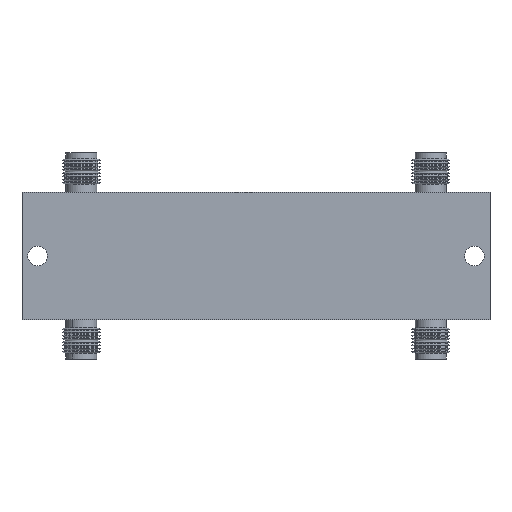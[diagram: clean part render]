
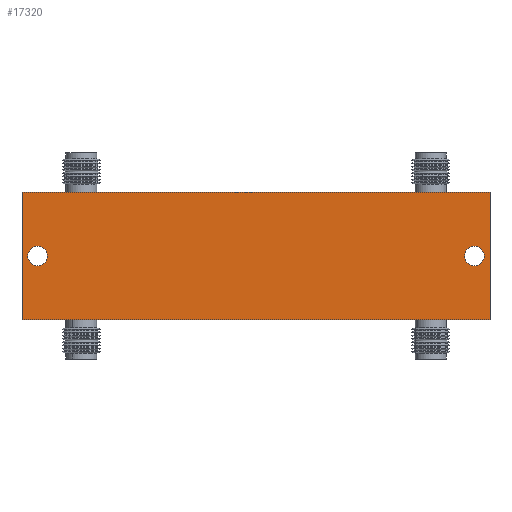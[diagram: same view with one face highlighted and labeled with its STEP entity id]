
A CAD part, front view. The second image highlights one B-rep face of the part: STEP entity #17320.
In plain terms, the highlighted planar face has unit normal (0, -1, 0).
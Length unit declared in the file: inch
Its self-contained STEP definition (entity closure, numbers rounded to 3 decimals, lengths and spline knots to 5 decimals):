
#18 = AXIS2_PLACEMENT_3D ( 'NONE', #35244, #32414, #20488 ) ;
#129 = DIRECTION ( 'NONE',  ( 0., 1., 0. ) ) ;
#346 = CARTESIAN_POINT ( 'NONE',  ( -1.5, 0., -0.41 ) ) ;
#349 = ORIENTED_EDGE ( 'NONE', *, *, #18350, .T. ) ;
#681 = EDGE_CURVE ( 'NONE', #17676, #13865, #31717, .T. ) ;
#752 = CIRCLE ( 'NONE', #32766, 0.0625 ) ;
#1354 = CARTESIAN_POINT ( 'NONE',  ( 1.4, 0., -0.0625 ) ) ;
#1395 = DIRECTION ( 'NONE',  ( 1., 0., 0. ) ) ;
#1475 = VERTEX_POINT ( 'NONE', #8553 ) ;
#1813 = DIRECTION ( 'NONE',  ( 0., 0., -1. ) ) ;
#2072 = VERTEX_POINT ( 'NONE', #29308 ) ;
#3605 = ORIENTED_EDGE ( 'NONE', *, *, #7019, .T. ) ;
#4121 = EDGE_LOOP ( 'NONE', ( #25077, #349 ) ) ;
#5385 = CARTESIAN_POINT ( 'NONE',  ( -1.4, 0., 0. ) ) ;
#6128 = CIRCLE ( 'NONE', #15797, 0.0625 ) ;
#6137 = DIRECTION ( 'NONE',  ( 0., 0., -1. ) ) ;
#6831 = VERTEX_POINT ( 'NONE', #34766 ) ;
#6981 = VERTEX_POINT ( 'NONE', #10703 ) ;
#7019 = EDGE_CURVE ( 'NONE', #36730, #6831, #9853, .T. ) ;
#7799 = EDGE_CURVE ( 'NONE', #6981, #1475, #26800, .T. ) ;
#8553 = CARTESIAN_POINT ( 'NONE',  ( 1.5, 0., -0.41 ) ) ;
#9478 = ORIENTED_EDGE ( 'NONE', *, *, #7799, .F. ) ;
#9607 = CARTESIAN_POINT ( 'NONE',  ( 1.4, 0., 0. ) ) ;
#9853 = CIRCLE ( 'NONE', #34016, 0.0625 ) ;
#10703 = CARTESIAN_POINT ( 'NONE',  ( 1.5, 0., 0.41 ) ) ;
#10793 = CIRCLE ( 'NONE', #20472, 0.0625 ) ;
#11145 = CARTESIAN_POINT ( 'NONE',  ( -1.5, 0., 0.41 ) ) ;
#12523 = PLANE ( 'NONE',  #18 ) ;
#12918 = CARTESIAN_POINT ( 'NONE',  ( -1.5, 0., 0.41 ) ) ;
#13412 = DIRECTION ( 'NONE',  ( 0., 1., 0. ) ) ;
#13865 = VERTEX_POINT ( 'NONE', #11145 ) ;
#13974 = CARTESIAN_POINT ( 'NONE',  ( -1.5, 0., -0.41 ) ) ;
#14030 = ORIENTED_EDGE ( 'NONE', *, *, #681, .F. ) ;
#14325 = EDGE_CURVE ( 'NONE', #1475, #17676, #23578, .T. ) ;
#14640 = VECTOR ( 'NONE', #22431, 39.37008 ) ;
#15281 = CARTESIAN_POINT ( 'NONE',  ( -1.4, 0., 0.0625 ) ) ;
#15493 = EDGE_CURVE ( 'NONE', #6831, #36730, #10793, .T. ) ;
#15797 = AXIS2_PLACEMENT_3D ( 'NONE', #19255, #13412, #15876 ) ;
#15876 = DIRECTION ( 'NONE',  ( 0., 0., -1. ) ) ;
#16162 = DIRECTION ( 'NONE',  ( 0., 1., 0. ) ) ;
#17320 = ADVANCED_FACE ( 'NONE', ( #26944, #23893, #35619 ), #12523, .T. ) ;
#17676 = VERTEX_POINT ( 'NONE', #13974 ) ;
#18051 = VECTOR ( 'NONE', #29275, 39.37008 ) ;
#18350 = EDGE_CURVE ( 'NONE', #24640, #2072, #6128, .T. ) ;
#18631 = EDGE_CURVE ( 'NONE', #2072, #24640, #752, .T. ) ;
#19255 = CARTESIAN_POINT ( 'NONE',  ( 1.4, 0., 0. ) ) ;
#20472 = AXIS2_PLACEMENT_3D ( 'NONE', #30596, #16162, #1813 ) ;
#20488 = DIRECTION ( 'NONE',  ( 0., 0., -1. ) ) ;
#20640 = ORIENTED_EDGE ( 'NONE', *, *, #15493, .T. ) ;
#21142 = DIRECTION ( 'NONE',  ( 0., 1., 0. ) ) ;
#22431 = DIRECTION ( 'NONE',  ( 0., 0., 1. ) ) ;
#22617 = VECTOR ( 'NONE', #6137, 39.37008 ) ;
#23578 = LINE ( 'NONE', #346, #18051 ) ;
#23893 = FACE_BOUND ( 'NONE', #4121, .T. ) ;
#24640 = VERTEX_POINT ( 'NONE', #1354 ) ;
#25077 = ORIENTED_EDGE ( 'NONE', *, *, #18631, .T. ) ;
#25465 = CARTESIAN_POINT ( 'NONE',  ( -1.5, 0., 0.41 ) ) ;
#26800 = LINE ( 'NONE', #32652, #22617 ) ;
#26944 = FACE_BOUND ( 'NONE', #33863, .T. ) ;
#27604 = VECTOR ( 'NONE', #1395, 39.37008 ) ;
#27688 = LINE ( 'NONE', #12918, #27604 ) ;
#29275 = DIRECTION ( 'NONE',  ( -1., 0., 0. ) ) ;
#29308 = CARTESIAN_POINT ( 'NONE',  ( 1.4, 0., 0.0625 ) ) ;
#30092 = EDGE_CURVE ( 'NONE', #13865, #6981, #27688, .T. ) ;
#30596 = CARTESIAN_POINT ( 'NONE',  ( -1.4, 0., 0. ) ) ;
#31717 = LINE ( 'NONE', #25465, #14640 ) ;
#32414 = DIRECTION ( 'NONE',  ( 0., -1., 0. ) ) ;
#32652 = CARTESIAN_POINT ( 'NONE',  ( 1.5, 0., 0.41 ) ) ;
#32704 = DIRECTION ( 'NONE',  ( 0., 0., -1. ) ) ;
#32766 = AXIS2_PLACEMENT_3D ( 'NONE', #9607, #21142, #32704 ) ;
#33091 = ORIENTED_EDGE ( 'NONE', *, *, #30092, .F. ) ;
#33863 = EDGE_LOOP ( 'NONE', ( #3605, #20640 ) ) ;
#34016 = AXIS2_PLACEMENT_3D ( 'NONE', #5385, #129, #37171 ) ;
#34412 = ORIENTED_EDGE ( 'NONE', *, *, #14325, .F. ) ;
#34766 = CARTESIAN_POINT ( 'NONE',  ( -1.4, 0., -0.0625 ) ) ;
#35244 = CARTESIAN_POINT ( 'NONE',  ( 0., 0., 0. ) ) ;
#35619 = FACE_OUTER_BOUND ( 'NONE', #36010, .T. ) ;
#36010 = EDGE_LOOP ( 'NONE', ( #9478, #33091, #14030, #34412 ) ) ;
#36730 = VERTEX_POINT ( 'NONE', #15281 ) ;
#37171 = DIRECTION ( 'NONE',  ( 0., 0., -1. ) ) ;
